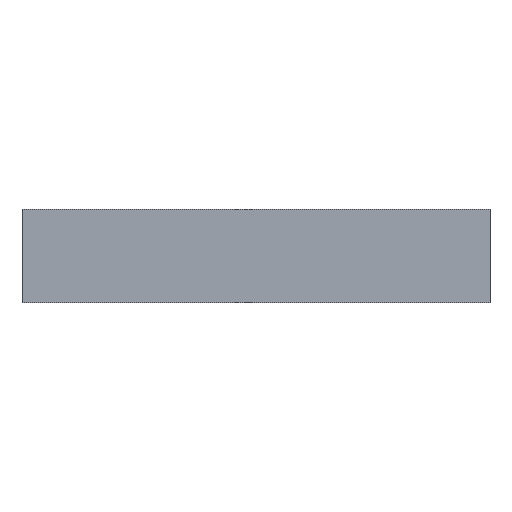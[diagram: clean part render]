
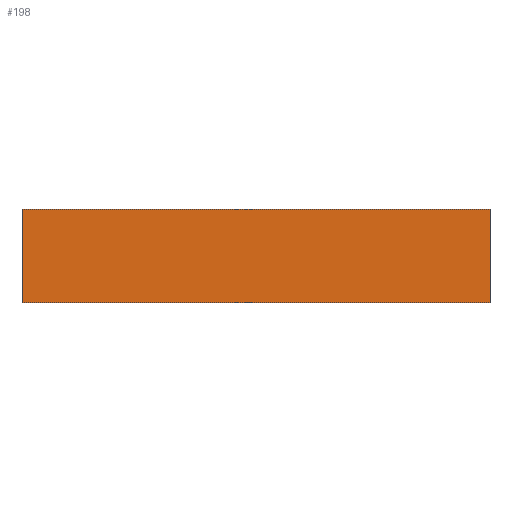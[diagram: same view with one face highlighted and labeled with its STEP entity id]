
A CAD part, top view. The second image highlights one B-rep face of the part: STEP entity #198.
In plain terms, the highlighted planar face has unit normal (0, 0, 1).
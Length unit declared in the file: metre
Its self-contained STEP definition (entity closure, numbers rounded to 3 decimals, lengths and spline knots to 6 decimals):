
#38=ORIENTED_EDGE('',*,*,#72,.F.);
#39=ORIENTED_EDGE('',*,*,#76,.T.);
#40=ORIENTED_EDGE('',*,*,#79,.T.);
#41=ORIENTED_EDGE('',*,*,#81,.F.);
#72=EDGE_CURVE('',#96,#97,#112,.T.);
#76=EDGE_CURVE('',#96,#99,#116,.T.);
#79=EDGE_CURVE('',#99,#101,#119,.T.);
#81=EDGE_CURVE('',#97,#101,#121,.T.);
#96=VERTEX_POINT('',#302);
#97=VERTEX_POINT('',#304);
#99=VERTEX_POINT('',#310);
#101=VERTEX_POINT('',#316);
#112=LINE('',#303,#136);
#116=LINE('',#311,#140);
#119=LINE('',#317,#143);
#121=LINE('',#320,#145);
#136=VECTOR('',#250,1.);
#140=VECTOR('',#256,1.);
#143=VECTOR('',#261,1.);
#145=VECTOR('',#265,1.);
#162=EDGE_LOOP('',(#38,#39,#40,#41));
#174=FACE_BOUND('',#162,.T.);
#186=PLANE('',#235);
#198=ADVANCED_FACE('',(#174),#186,.T.);
#235=AXIS2_PLACEMENT_3D('',#321,#266,#267);
#250=DIRECTION('',(-1.,0.,0.));
#256=DIRECTION('',(0.,1.,0.));
#261=DIRECTION('',(-1.,0.,0.));
#265=DIRECTION('',(0.,1.,0.));
#266=DIRECTION('',(0.,0.,1.));
#267=DIRECTION('',(1.,0.,0.));
#302=CARTESIAN_POINT('',(0.025,-0.005,0.0012));
#303=CARTESIAN_POINT('',(0.,-0.005,0.0012));
#304=CARTESIAN_POINT('',(-0.025,-0.005,0.0012));
#310=CARTESIAN_POINT('',(0.025,0.005,0.0012));
#311=CARTESIAN_POINT('',(0.025,0.,0.0012));
#316=CARTESIAN_POINT('',(-0.025,0.005,0.0012));
#317=CARTESIAN_POINT('',(0.,0.005,0.0012));
#320=CARTESIAN_POINT('',(-0.025,0.,0.0012));
#321=CARTESIAN_POINT('',(0.,0.,0.0012));
